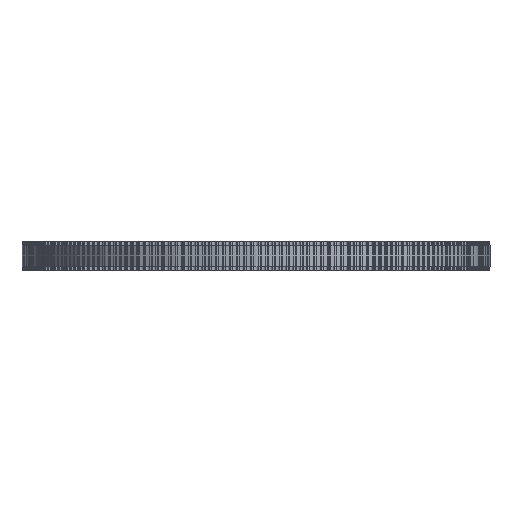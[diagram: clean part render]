
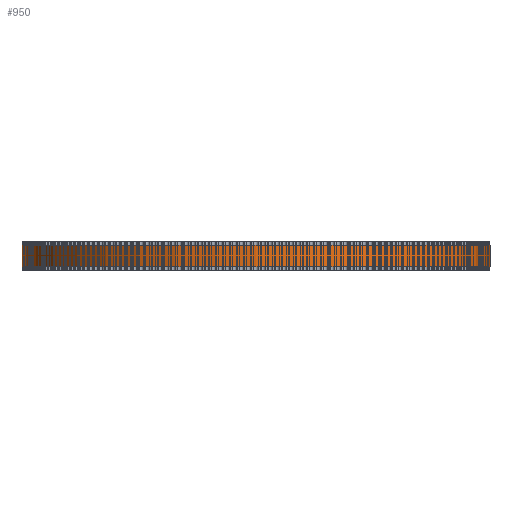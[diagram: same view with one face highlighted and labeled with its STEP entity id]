
A CAD part, front view. The second image highlights one B-rep face of the part: STEP entity #950.
In plain terms, the highlighted cylindrical face has radius 65.89 mm (diameter 131.78 mm), a full revolution.
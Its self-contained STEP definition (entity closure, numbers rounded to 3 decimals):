
#97=FACE_BOUND('',#3440,.T.);
#98=FACE_BOUND('',#3441,.T.);
#950=ADVANCED_FACE('',(#97,#98),#1779,.T.);
#1779=CYLINDRICAL_SURFACE('',#18359,65.89);
#3440=EDGE_LOOP('',(#10066));
#3441=EDGE_LOOP('',(#10067));
#10066=ORIENTED_EDGE('',*,*,#14210,.T.);
#10067=ORIENTED_EDGE('',*,*,#14211,.T.);
#11724=VERTEX_POINT('',#29140);
#11725=VERTEX_POINT('',#29142);
#14210=EDGE_CURVE('',#11724,#11724,#15868,.T.);
#14211=EDGE_CURVE('',#11725,#11725,#15869,.T.);
#15868=CIRCLE('',#18357,65.89);
#15869=CIRCLE('',#18358,65.89);
#18357=AXIS2_PLACEMENT_3D('',#29139,#24162,#24163);
#18358=AXIS2_PLACEMENT_3D('',#29141,#24164,#24165);
#18359=AXIS2_PLACEMENT_3D('',#29143,#24166,#24167);
#24162=DIRECTION('',(0.,0.,1.));
#24163=DIRECTION('',(1.,0.,0.));
#24164=DIRECTION('',(0.,0.,-1.));
#24165=DIRECTION('',(1.,0.,0.));
#24166=DIRECTION('',(0.,0.,1.));
#24167=DIRECTION('',(1.,0.,0.));
#29139=CARTESIAN_POINT('',(0.,0.,1.));
#29140=CARTESIAN_POINT('',(65.89,0.,1.));
#29141=CARTESIAN_POINT('',(0.,0.,7.));
#29142=CARTESIAN_POINT('',(65.89,0.,7.));
#29143=CARTESIAN_POINT('',(0.,0.,1.));
